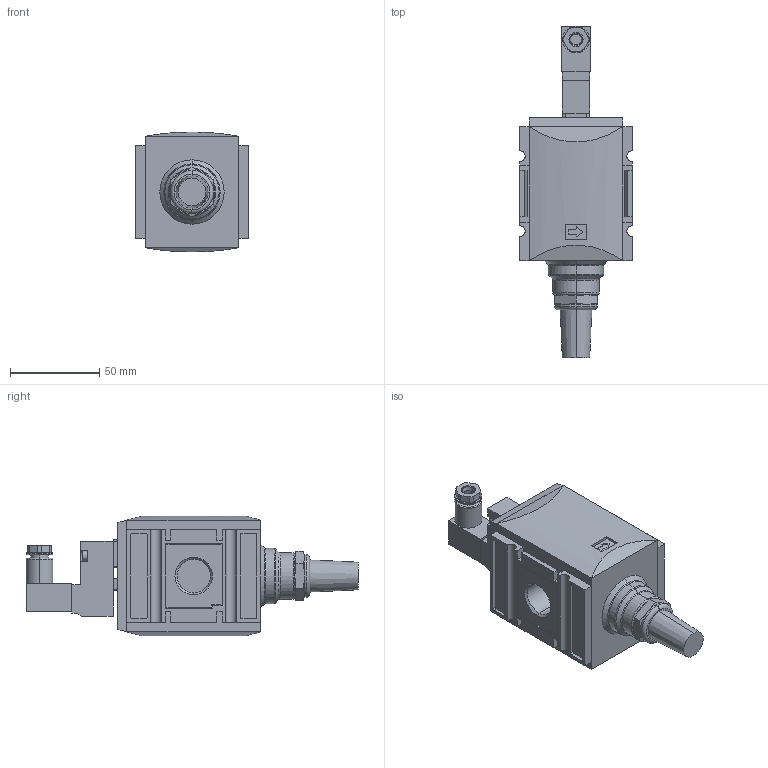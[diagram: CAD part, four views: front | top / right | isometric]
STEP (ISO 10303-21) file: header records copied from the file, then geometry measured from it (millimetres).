
FILE_DESCRIPTION (( 'STEP AP214' ), '1' );
FILE_NAME ('KN-KSOV212_24VDC.STEP', '2018-08-29T15:04:51', ( '' ), ( '' ), 'SwSTEP 2.0', 'SolidWorks 2018', '' );
FILE_SCHEMA (( 'AUTOMOTIVE_DESIGN' ));
Length unit declared in the file: millimetre
Products named in the file (1): KN-KSOV212_24VDC
Bounding box: 63 x 185.89 x 67.1 mm (x, y, z)
Volume: 341714.7 mm3; surface area: 49180.8 mm2
Topology: 3 solids, 3 shells, 458 faces, 1110 edges, 707 vertices
Faces by surface type: plane 260, cylinder 119, cone 50, torus 27, sphere 2
Entity records: 18634 total; most frequent: CARTESIAN_POINT 2879, ORIENTED_EDGE 2208, DIRECTION 2202, EDGE_CURVE 1104, AXIS2_PLACEMENT_3D 799, VERTEX_POINT 704, VECTOR 604, LINE 604
